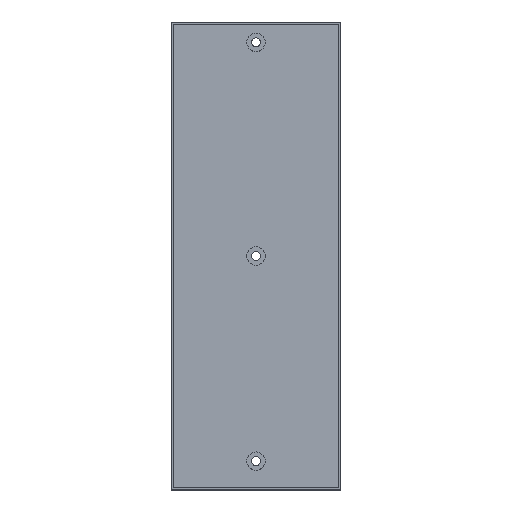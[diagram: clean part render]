
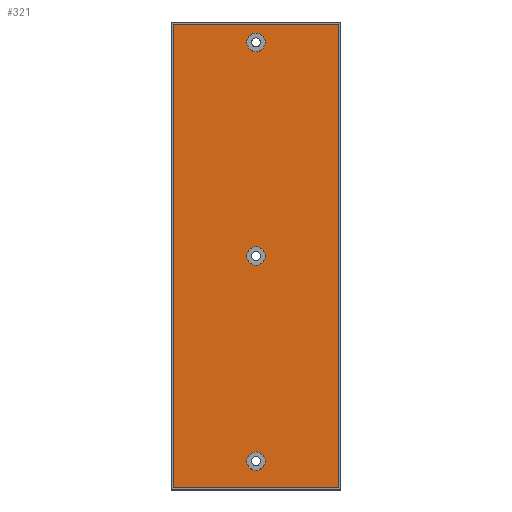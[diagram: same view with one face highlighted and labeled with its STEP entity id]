
A CAD part, top view. The second image highlights one B-rep face of the part: STEP entity #321.
In plain terms, the highlighted planar face has unit normal (0, 0, 1).
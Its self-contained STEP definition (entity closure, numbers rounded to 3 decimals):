
#21=FACE_BOUND('',#64,.T.);
#22=FACE_BOUND('',#65,.T.);
#23=FACE_BOUND('',#66,.T.);
#31=CIRCLE('',#356,2.);
#32=CIRCLE('',#357,2.);
#33=CIRCLE('',#358,2.);
#43=FACE_OUTER_BOUND('',#63,.T.);
#63=EDGE_LOOP('',(#223,#224,#225,#226));
#64=EDGE_LOOP('',(#227));
#65=EDGE_LOOP('',(#228));
#66=EDGE_LOOP('',(#229));
#93=LINE('',#487,#123);
#94=LINE('',#489,#124);
#95=LINE('',#491,#125);
#96=LINE('',#492,#126);
#123=VECTOR('',#391,10.);
#124=VECTOR('',#392,10.);
#125=VECTOR('',#393,10.);
#126=VECTOR('',#394,10.);
#153=VERTEX_POINT('',#485);
#154=VERTEX_POINT('',#486);
#155=VERTEX_POINT('',#488);
#156=VERTEX_POINT('',#490);
#157=VERTEX_POINT('',#493);
#158=VERTEX_POINT('',#495);
#159=VERTEX_POINT('',#497);
#181=EDGE_CURVE('',#153,#154,#93,.T.);
#182=EDGE_CURVE('',#154,#155,#94,.T.);
#183=EDGE_CURVE('',#155,#156,#95,.T.);
#184=EDGE_CURVE('',#156,#153,#96,.T.);
#185=EDGE_CURVE('',#157,#157,#31,.T.);
#186=EDGE_CURVE('',#158,#158,#32,.T.);
#187=EDGE_CURVE('',#159,#159,#33,.T.);
#223=ORIENTED_EDGE('',*,*,#181,.T.);
#224=ORIENTED_EDGE('',*,*,#182,.T.);
#225=ORIENTED_EDGE('',*,*,#183,.T.);
#226=ORIENTED_EDGE('',*,*,#184,.T.);
#227=ORIENTED_EDGE('',*,*,#185,.T.);
#228=ORIENTED_EDGE('',*,*,#186,.T.);
#229=ORIENTED_EDGE('',*,*,#187,.T.);
#307=PLANE('',#355);
#321=ADVANCED_FACE('',(#43,#21,#22,#23),#307,.T.);
#355=AXIS2_PLACEMENT_3D('',#484,#389,#390);
#356=AXIS2_PLACEMENT_3D('',#494,#395,#396);
#357=AXIS2_PLACEMENT_3D('',#496,#397,#398);
#358=AXIS2_PLACEMENT_3D('',#498,#399,#400);
#389=DIRECTION('center_axis',(0.,0.,
1.));
#390=DIRECTION('ref_axis',(1.,0.,0.));
#391=DIRECTION('',(-1.,0.,0.));
#392=DIRECTION('',(0.,-1.,0.));
#393=DIRECTION('',(1.,0.,0.));
#394=DIRECTION('',(0.,1.,0.));
#395=DIRECTION('center_axis',(0.,0.,
-1.));
#396=DIRECTION('ref_axis',(1.,0.,0.));
#397=DIRECTION('center_axis',(0.,0.,
-1.));
#398=DIRECTION('ref_axis',(1.,0.,0.));
#399=DIRECTION('center_axis',(0.,0.,
-1.));
#400=DIRECTION('ref_axis',(1.,0.,0.));
#484=CARTESIAN_POINT('Origin',(154.638,-90.375,-4.));
#485=CARTESIAN_POINT('',(172.638,-39.875,-4.));
#486=CARTESIAN_POINT('',(136.638,-39.875,-4.));
#487=CARTESIAN_POINT('',(163.638,-39.875,-4.));
#488=CARTESIAN_POINT('',(136.638,-140.875,-4.));
#489=CARTESIAN_POINT('',(136.638,-65.125,-4.));
#490=CARTESIAN_POINT('',(172.638,-140.875,-4.));
#491=CARTESIAN_POINT('',(145.638,-140.875,-4.));
#492=CARTESIAN_POINT('',(172.638,-115.625,-4.));
#493=CARTESIAN_POINT('',(152.638,-90.375,-4.));
#494=CARTESIAN_POINT('Origin',(154.638,-90.375,-4.));
#495=CARTESIAN_POINT('',(152.638,-43.815,-4.));
#496=CARTESIAN_POINT('Origin',(154.638,-43.815,-4.));
#497=CARTESIAN_POINT('',(152.638,-135.072,-4.));
#498=CARTESIAN_POINT('Origin',(154.638,-135.072,-4.));
